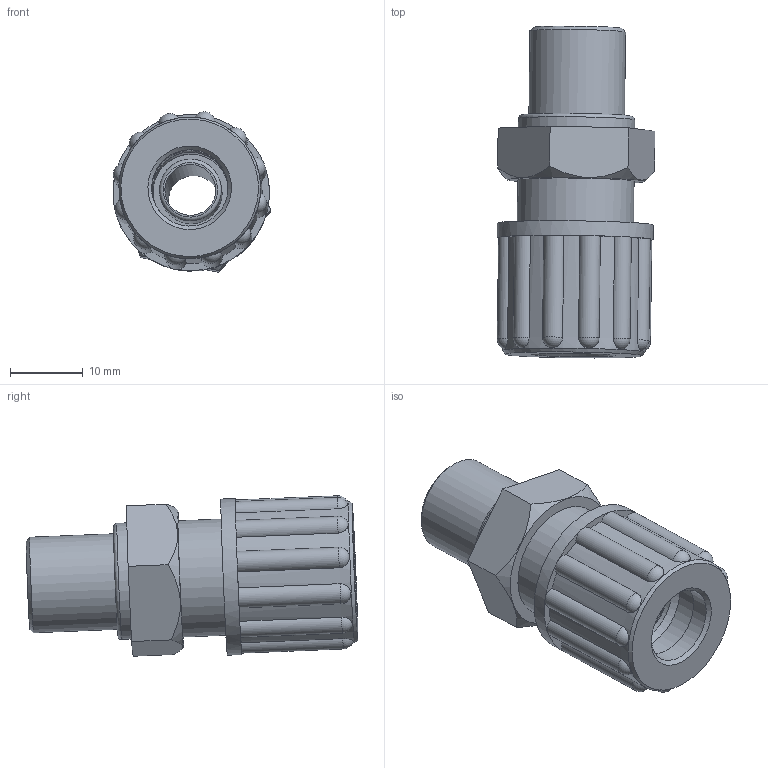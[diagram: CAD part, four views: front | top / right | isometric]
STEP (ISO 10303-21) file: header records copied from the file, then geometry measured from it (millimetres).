
FILE_DESCRIPTION((''),'2;1');
FILE_NAME('1A100MG4514xx.stp','2011-01-26T12:31:47',('aruf'),(''),'Autodesk Inventor 2008','Autodesk Inventor 2008','');
FILE_SCHEMA(('AUTOMOTIVE_DESIGN { 1 0 10303 214 1 1 1 1 }'));
Length unit declared in the file: millimetre
Products named in the file (4): 1A100MG4514xx; t21050; t05518; t05459
Assembly tree (3 placements, depth 2):
  1A100MG4514xx
    t21050
    t05518
    t05459
Bounding box: 21.71 x 45.62 x 22.05 mm (x, y, z)
Volume: 8325.1 mm3; surface area: 6964 mm2
Topology: 3 solids, 3 shells, 81 faces, 184 edges, 114 vertices
Faces by surface type: plane 29, cylinder 21, sphere 12, cone 11, bspline 5, torus 3
Full cylindrical faces by diameter (mm): 8.5 x1, 10.6 x1, 13.15 x1, 14 x1, 16 x3, 19.5 x1, 21.5 x1
Entity records: 2766 total; most frequent: CARTESIAN_POINT 942, DIRECTION 398, ORIENTED_EDGE 304, AXIS2_PLACEMENT_3D 181, EDGE_CURVE 152, EDGE_LOOP 120, VERTEX_POINT 110, CIRCLE 98
